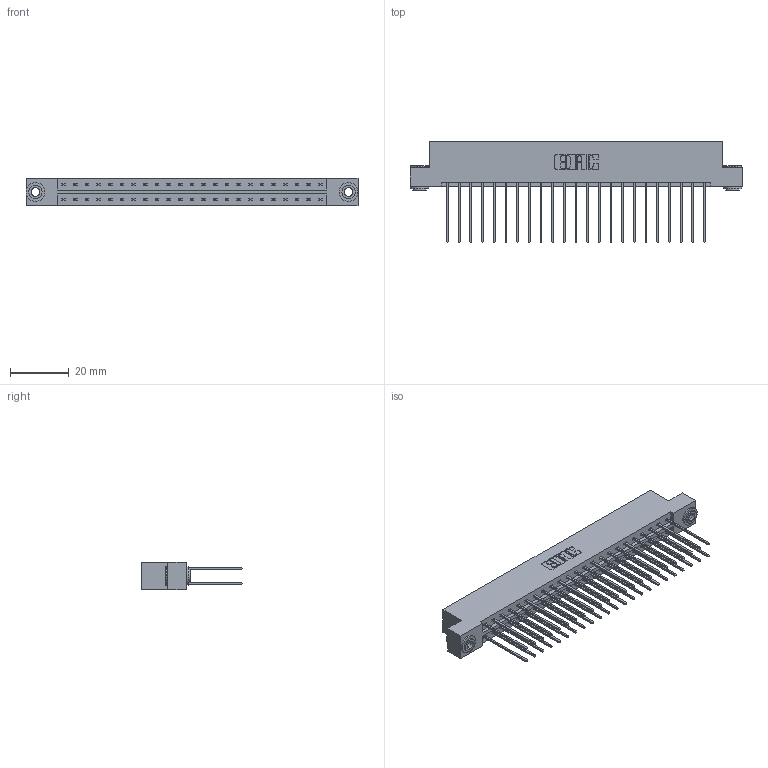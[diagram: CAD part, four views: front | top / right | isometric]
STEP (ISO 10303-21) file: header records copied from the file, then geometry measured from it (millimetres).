
FILE_DESCRIPTION (( 'STEP AP203' ), '1' );
FILE_NAME ('333-046-541-203.STEP', '2018-08-03T22:24:30', ( '' ), ( '' ), 'SwSTEP 2.0', 'SolidWorks 2016', '' );
FILE_SCHEMA (( 'CONFIG_CONTROL_DESIGN' ));
Length unit declared in the file: inch
Products named in the file (4): 333 Part_Flush - .156 Dia - TH; 345-292-001_345-293-141; 345-250-002_345-250-002-102; 333-046-541-203
Assembly tree (49 placements, depth 2):
  333-046-541-203
    333 Part_Flush - .156 Dia - TH
    345-292-001_345-293-141  x46
    345-250-002_345-250-002-102  x2
Bounding box: 112.67 x 34.3 x 9.4 mm (x, y, z)
Volume: 11609 mm3; surface area: 15055.6 mm2
Topology: 49 solids, 49 shells, 2544 faces, 7517 edges, 4946 vertices
Faces by surface type: plane 1736, cylinder 800, cone 8
Entity records: 17922 total; most frequent: CARTESIAN_POINT 2969, ORIENTED_EDGE 2898, DIRECTION 2603, EDGE_CURVE 1449, VECTOR 1297, LINE 1297, VERTEX_POINT 962, AXIS2_PLACEMENT_3D 653
